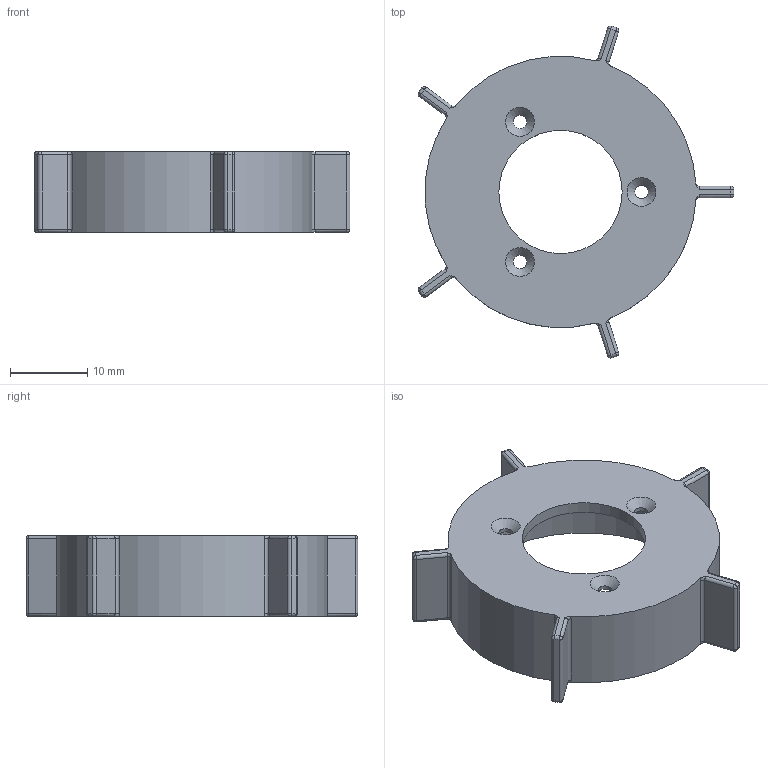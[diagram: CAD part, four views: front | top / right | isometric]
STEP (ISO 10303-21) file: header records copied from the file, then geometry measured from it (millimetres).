
FILE_DESCRIPTION(/* description */ (''),/* implementation_level */ '2;1');
FILE_NAME(/* name */ 'RotorSpacer.step',/* time_stamp */ '2023-12-17T12:12:37+07:00',/* author */ (''),/* organization */ (''),/* preprocessor_version */ 'ST-DEVELOPER v20',/* originating_system */ 'Autodesk Translation Framework v12.14.0.127',/* authorisation */ '');
FILE_SCHEMA (('AUTOMOTIVE_DESIGN { 1 0 10303 214 3 1 1 }'));
Length unit declared in the file: millimetre
Products named in the file (1): RotorSpacer
Bounding box: 40.98 x 43.05 x 10.5 mm (x, y, z)
Volume: 2946.7 mm3; surface area: 4232.4 mm2
Topology: 1 solids, 1 shells, 121 faces, 271 edges, 153 vertices
Faces by surface type: cylinder 55, bspline 20, sphere 20, plane 13, torus 10, cone 3
Full cylindrical faces by diameter (mm): 1.75 x3, 16 x1, 32.2 x1
Entity records: 4469 total; most frequent: CARTESIAN_POINT 1842, ORIENTED_EDGE 542, DIRECTION 538, EDGE_CURVE 271, AXIS2_PLACEMENT_3D 225, VERTEX_POINT 153, EDGE_LOOP 130, CIRCLE 123
